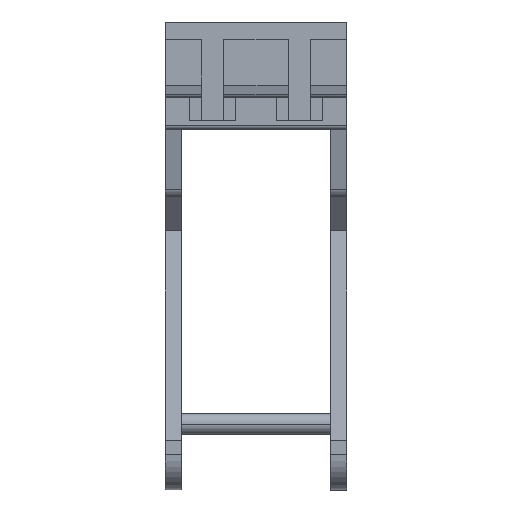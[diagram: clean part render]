
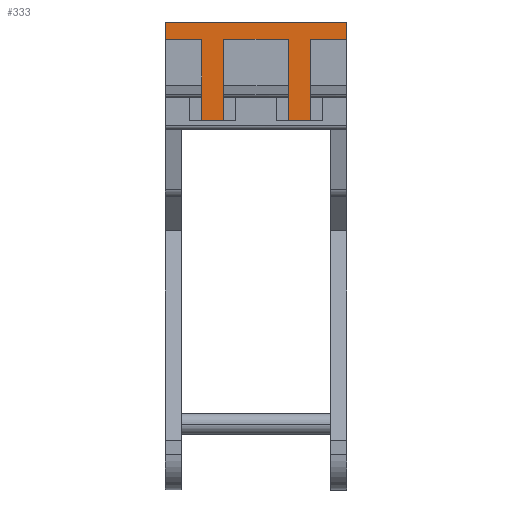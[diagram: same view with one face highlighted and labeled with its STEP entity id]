
A CAD part, front view. The second image highlights one B-rep face of the part: STEP entity #333.
In plain terms, the highlighted planar face has unit normal (0, -1, 0).
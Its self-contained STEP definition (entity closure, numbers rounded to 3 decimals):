
#242=AXIS2_PLACEMENT_3D('Plane Axis2P3D',#239,#240,#241) ;
#40=CARTESIAN_POINT('Vertex',(1.6,2.3,38.966)) ;
#45=CARTESIAN_POINT('Line Origine',(0.8,2.3,38.966)) ;
#49=CARTESIAN_POINT('Vertex',(0.,2.3,38.966)) ;
#239=CARTESIAN_POINT('Axis2P3D Location',(24.986,2.3,40.166)) ;
#244=CARTESIAN_POINT('Line Origine',(4.1,2.3,31.909)) ;
#248=CARTESIAN_POINT('Vertex',(1.6,2.3,31.909)) ;
#250=CARTESIAN_POINT('Vertex',(6.6,2.3,31.909)) ;
#253=CARTESIAN_POINT('Line Origine',(6.6,2.3,35.437)) ;
#257=CARTESIAN_POINT('Vertex',(6.6,2.3,38.966)) ;
#260=CARTESIAN_POINT('Line Origine',(7.85,2.3,38.966)) ;
#264=CARTESIAN_POINT('Vertex',(9.1,2.3,38.966)) ;
#267=CARTESIAN_POINT('Line Origine',(9.1,2.3,35.437)) ;
#271=CARTESIAN_POINT('Vertex',(9.1,2.3,31.909)) ;
#274=CARTESIAN_POINT('Line Origine',(11.6,2.3,31.909)) ;
#278=CARTESIAN_POINT('Vertex',(14.1,2.3,31.909)) ;
#281=CARTESIAN_POINT('Line Origine',(14.1,2.3,35.437)) ;
#285=CARTESIAN_POINT('Vertex',(14.1,2.3,38.966)) ;
#288=CARTESIAN_POINT('Line Origine',(14.9,2.3,38.966)) ;
#292=CARTESIAN_POINT('Vertex',(15.7,2.3,38.966)) ;
#295=CARTESIAN_POINT('Line Origine',(15.7,2.3,39.716)) ;
#299=CARTESIAN_POINT('Vertex',(15.7,2.3,40.466)) ;
#302=CARTESIAN_POINT('Line Origine',(7.85,2.3,40.466)) ;
#306=CARTESIAN_POINT('Vertex',(0.,2.3,40.466)) ;
#309=CARTESIAN_POINT('Line Origine',(0.,2.3,39.716)) ;
#314=CARTESIAN_POINT('Line Origine',(1.6,2.3,35.437)) ;
#46=DIRECTION('Vector Direction',(1.,0.,0.)) ;
#240=DIRECTION('Axis2P3D Direction',(0.,-1.,0.)) ;
#241=DIRECTION('Axis2P3D XDirection',(1.,0.,0.)) ;
#245=DIRECTION('Vector Direction',(1.,0.,0.)) ;
#254=DIRECTION('Vector Direction',(0.,0.,1.)) ;
#261=DIRECTION('Vector Direction',(1.,0.,0.)) ;
#268=DIRECTION('Vector Direction',(0.,0.,-1.)) ;
#275=DIRECTION('Vector Direction',(1.,0.,0.)) ;
#282=DIRECTION('Vector Direction',(0.,0.,1.)) ;
#289=DIRECTION('Vector Direction',(1.,0.,0.)) ;
#296=DIRECTION('Vector Direction',(0.,0.,1.)) ;
#303=DIRECTION('Vector Direction',(-1.,0.,0.)) ;
#310=DIRECTION('Vector Direction',(0.,0.,-1.)) ;
#315=DIRECTION('Vector Direction',(0.,0.,-1.)) ;
#47=VECTOR('Line Direction',#46,1.) ;
#246=VECTOR('Line Direction',#245,1.) ;
#255=VECTOR('Line Direction',#254,1.) ;
#262=VECTOR('Line Direction',#261,1.) ;
#269=VECTOR('Line Direction',#268,1.) ;
#276=VECTOR('Line Direction',#275,1.) ;
#283=VECTOR('Line Direction',#282,1.) ;
#290=VECTOR('Line Direction',#289,1.) ;
#297=VECTOR('Line Direction',#296,1.) ;
#304=VECTOR('Line Direction',#303,1.) ;
#311=VECTOR('Line Direction',#310,1.) ;
#316=VECTOR('Line Direction',#315,1.) ;
#320=ORIENTED_EDGE('',*,*,#252,.T.) ;
#321=ORIENTED_EDGE('',*,*,#259,.T.) ;
#322=ORIENTED_EDGE('',*,*,#266,.T.) ;
#323=ORIENTED_EDGE('',*,*,#273,.T.) ;
#324=ORIENTED_EDGE('',*,*,#280,.T.) ;
#325=ORIENTED_EDGE('',*,*,#287,.T.) ;
#326=ORIENTED_EDGE('',*,*,#294,.T.) ;
#327=ORIENTED_EDGE('',*,*,#301,.T.) ;
#328=ORIENTED_EDGE('',*,*,#308,.T.) ;
#329=ORIENTED_EDGE('',*,*,#313,.T.) ;
#330=ORIENTED_EDGE('',*,*,#51,.T.) ;
#331=ORIENTED_EDGE('',*,*,#318,.T.) ;
#333=ADVANCED_FACE('CLIP',(#332),#243,.T.) ;
#51=EDGE_CURVE('',#50,#41,#48,.T.) ;
#252=EDGE_CURVE('',#249,#251,#247,.T.) ;
#259=EDGE_CURVE('',#251,#258,#256,.T.) ;
#266=EDGE_CURVE('',#258,#265,#263,.T.) ;
#273=EDGE_CURVE('',#265,#272,#270,.T.) ;
#280=EDGE_CURVE('',#272,#279,#277,.T.) ;
#287=EDGE_CURVE('',#279,#286,#284,.T.) ;
#294=EDGE_CURVE('',#286,#293,#291,.T.) ;
#301=EDGE_CURVE('',#293,#300,#298,.T.) ;
#308=EDGE_CURVE('',#300,#307,#305,.T.) ;
#313=EDGE_CURVE('',#307,#50,#312,.T.) ;
#318=EDGE_CURVE('',#41,#249,#317,.T.) ;
#319=EDGE_LOOP('',(#320,#321,#322,#323,#324,#325,#326,#327,#328,#329,#330,#331)) ;
#332=FACE_OUTER_BOUND('',#319,.T.) ;
#48=LINE('Line',#45,#47) ;
#247=LINE('Line',#244,#246) ;
#256=LINE('Line',#253,#255) ;
#263=LINE('Line',#260,#262) ;
#270=LINE('Line',#267,#269) ;
#277=LINE('Line',#274,#276) ;
#284=LINE('Line',#281,#283) ;
#291=LINE('Line',#288,#290) ;
#298=LINE('Line',#295,#297) ;
#305=LINE('Line',#302,#304) ;
#312=LINE('Line',#309,#311) ;
#317=LINE('Line',#314,#316) ;
#243=PLANE('',#242) ;
#41=VERTEX_POINT('',#40) ;
#50=VERTEX_POINT('',#49) ;
#249=VERTEX_POINT('',#248) ;
#251=VERTEX_POINT('',#250) ;
#258=VERTEX_POINT('',#257) ;
#265=VERTEX_POINT('',#264) ;
#272=VERTEX_POINT('',#271) ;
#279=VERTEX_POINT('',#278) ;
#286=VERTEX_POINT('',#285) ;
#293=VERTEX_POINT('',#292) ;
#300=VERTEX_POINT('',#299) ;
#307=VERTEX_POINT('',#306) ;
